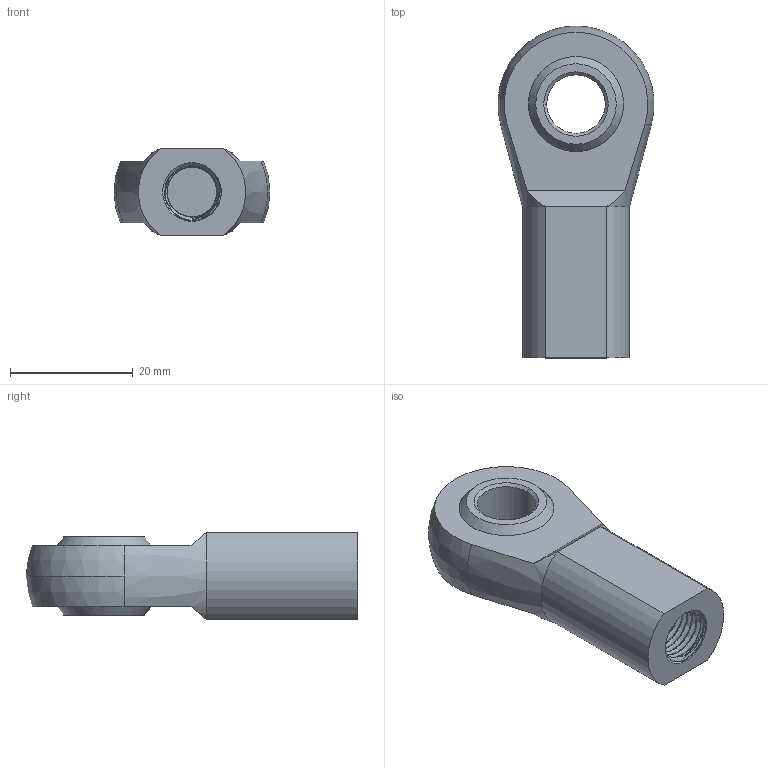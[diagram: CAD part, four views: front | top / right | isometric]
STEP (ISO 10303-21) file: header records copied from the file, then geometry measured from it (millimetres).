
FILE_DESCRIPTION (( 'STEP AP203' ), '1' );
FILE_NAME ('1064K741.step', '2012-02-15T14:48:11', ( 'jim' ), ( '' ), 'SwSTEP 2.0', 'SolidWorks 2009', '' );
FILE_SCHEMA (( 'CONFIG_CONTROL_DESIGN' ));
Length unit declared in the file: inch
Products named in the file (1): 1064K741
Bounding box: 25.33 x 53.98 x 14.27 mm (x, y, z)
Volume: 9524.6 mm3; surface area: 5802.4 mm2
Topology: 2 solids, 2 shells, 72 faces, 196 edges, 129 vertices
Faces by surface type: cylinder 44, plane 10, cone 9, sphere 6, bspline 3
Entity records: 9127 total; most frequent: CARTESIAN_POINT 7493, ORIENTED_EDGE 384, DIRECTION 271, EDGE_CURVE 192, VERTEX_POINT 129, AXIS2_PLACEMENT_3D 107, EDGE_LOOP 81, ADVANCED_FACE 72
